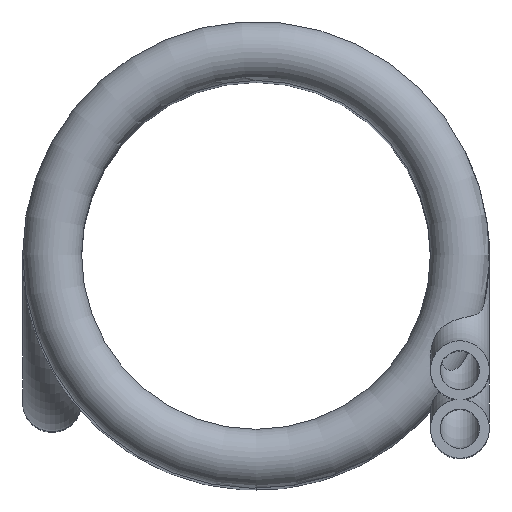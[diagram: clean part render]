
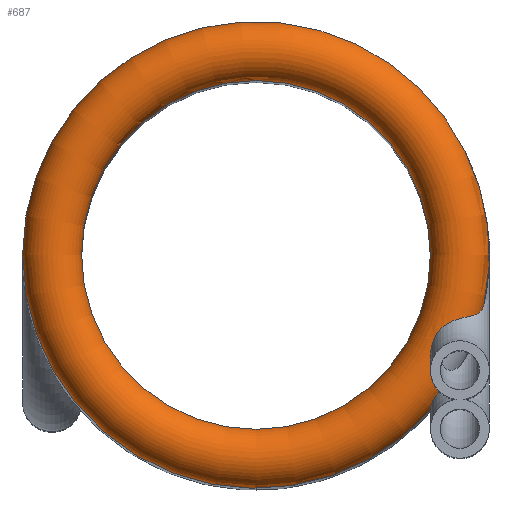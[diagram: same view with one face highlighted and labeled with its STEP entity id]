
A CAD part, top view. The second image highlights one B-rep face of the part: STEP entity #687.
In plain terms, the highlighted toroidal (fillet/blend) face has major radius 41.5 mm and minor radius 6 mm.
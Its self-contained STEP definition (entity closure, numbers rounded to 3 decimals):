
#49=CIRCLE('',#728,35.5);
#50=CIRCLE('',#729,47.5);
#82=ORIENTED_EDGE('',*,*,#204,.T.);
#83=ORIENTED_EDGE('',*,*,#205,.F.);
#84=ORIENTED_EDGE('',*,*,#206,.F.);
#85=ORIENTED_EDGE('',*,*,#207,.F.);
#204=EDGE_CURVE('',#265,#265,#49,.T.);
#205=EDGE_CURVE('',#266,#267,#307,.T.);
#206=EDGE_CURVE('',#268,#266,#50,.T.);
#207=EDGE_CURVE('',#267,#268,#308,.T.);
#265=VERTEX_POINT('',#951);
#266=VERTEX_POINT('',#971);
#267=VERTEX_POINT('',#972);
#268=VERTEX_POINT('',#974);
#307=B_SPLINE_CURVE_WITH_KNOTS('',3,(#952,#953,#954,#955,#956,#957,#958,
#959,#960,#961,#962,#963,#964,#965,#966,#967,#968,#969,#970),
 .UNSPECIFIED.,.F.,.F.,(4,1,1,1,1,1,1,1,1,1,1,1,1,1,1,1,4),(-0.009,
-0.007,-0.005,-0.003,-0.001,
0.001,0.003,0.004,0.006,
0.008,0.01,0.012,0.014,
0.016,0.017,0.019,0.021),
 .UNSPECIFIED.);
#308=B_SPLINE_CURVE_WITH_KNOTS('',3,(#975,#976,#977,#978,#979,#980,#981,
#982,#983),.UNSPECIFIED.,.F.,.F.,(4,1,1,1,1,1,4),(0.001,0.004,
0.007,0.008,0.01,0.011,
0.013),.UNSPECIFIED.);
#330=EDGE_LOOP('',(#82));
#331=EDGE_LOOP('',(#83,#84,#85));
#380=FACE_BOUND('',#330,.T.);
#381=FACE_BOUND('',#331,.T.);
#430=TOROIDAL_SURFACE('',#727,41.5,6.);
#687=ADVANCED_FACE('',(#380,#381),#430,.T.);
#727=AXIS2_PLACEMENT_3D('',#949,#798,#799);
#728=AXIS2_PLACEMENT_3D('',#950,#800,#801);
#729=AXIS2_PLACEMENT_3D('',#973,#802,#803);
#798=DIRECTION('',(0.,0.,-1.));
#799=DIRECTION('',(-1.,0.,0.));
#800=DIRECTION('',(0.,0.,-1.));
#801=DIRECTION('',(-1.,0.,0.));
#802=DIRECTION('',(0.,0.,-1.));
#803=DIRECTION('',(-1.,0.,0.));
#949=CARTESIAN_POINT('',(0.,47.5,-6.));
#950=CARTESIAN_POINT('',(0.,47.5,-6.));
#951=CARTESIAN_POINT('',(-35.5,47.5,-6.));
#952=CARTESIAN_POINT('',(46.448,37.56,-6.));
#953=CARTESIAN_POINT('',(46.351,37.103,-5.579));
#954=CARTESIAN_POINT('',(46.079,36.319,-4.645));
#955=CARTESIAN_POINT('',(45.297,35.57,-3.09));
#956=CARTESIAN_POINT('',(44.1,35.148,-1.691));
#957=CARTESIAN_POINT('',(42.554,34.821,-0.657));
#958=CARTESIAN_POINT('',(40.808,34.378,-0.088));
#959=CARTESIAN_POINT('',(39.073,33.652,0.043));
#960=CARTESIAN_POINT('',(37.566,32.538,-0.082));
#961=CARTESIAN_POINT('',(36.442,31.022,-0.197));
#962=CARTESIAN_POINT('',(35.753,29.27,-0.158));
#963=CARTESIAN_POINT('',(35.449,27.424,-0.032));
#964=CARTESIAN_POINT('',(35.536,25.553,0.037));
#965=CARTESIAN_POINT('',(36.128,23.734,-0.172));
#966=CARTESIAN_POINT('',(37.314,22.416,-0.972));
#967=CARTESIAN_POINT('',(38.697,22.034,-2.286));
#968=CARTESIAN_POINT('',(39.87,22.365,-3.735));
#969=CARTESIAN_POINT('',(40.472,22.863,-4.707));
#970=CARTESIAN_POINT('',(40.727,23.161,-5.195));
#971=CARTESIAN_POINT('',(46.448,37.56,-6.));
#972=CARTESIAN_POINT('',(40.727,23.161,-5.195));
#973=CARTESIAN_POINT('',(0.,47.5,-6.));
#974=CARTESIAN_POINT('',(35.528,15.972,-6.));
#975=CARTESIAN_POINT('',(40.727,23.161,-5.195));
#976=CARTESIAN_POINT('',(40.296,22.62,-4.512));
#977=CARTESIAN_POINT('',(39.14,21.575,-3.287));
#978=CARTESIAN_POINT('',(37.382,19.933,-2.582));
#979=CARTESIAN_POINT('',(36.242,18.31,-2.72));
#980=CARTESIAN_POINT('',(35.656,17.036,-3.308));
#981=CARTESIAN_POINT('',(35.467,16.099,-4.501));
#982=CARTESIAN_POINT('',(35.507,15.948,-5.505));
#983=CARTESIAN_POINT('',(35.528,15.972,-6.));
